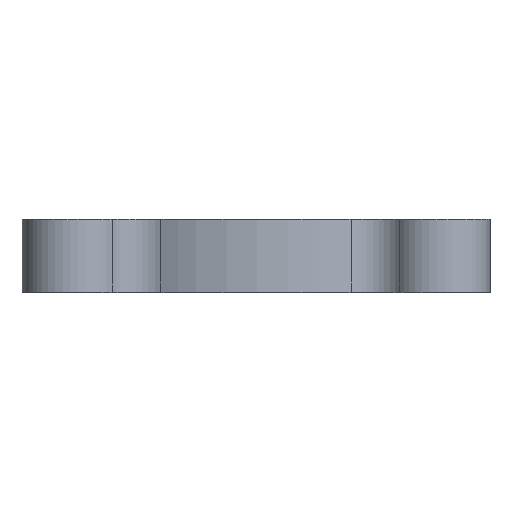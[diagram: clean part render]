
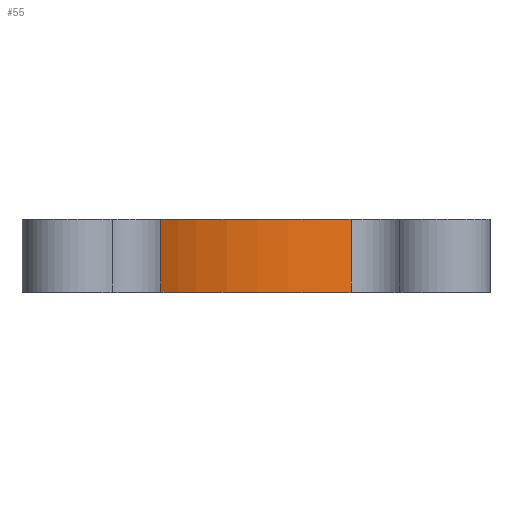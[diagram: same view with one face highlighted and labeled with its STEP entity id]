
A CAD part, top view. The second image highlights one B-rep face of the part: STEP entity #55.
In plain terms, the highlighted cylindrical face has radius 32.436 mm (diameter 64.872 mm), a partial arc.
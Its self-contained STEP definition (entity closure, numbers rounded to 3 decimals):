
#55=ADVANCED_FACE('',(#93),#639,.T.);
#93=FACE_OUTER_BOUND('',#143,.T.);
#143=EDGE_LOOP('',(#268,#269,#270,#271));
#268=ORIENTED_EDGE('',*,*,#409,.T.);
#269=ORIENTED_EDGE('',*,*,#410,.T.);
#270=ORIENTED_EDGE('',*,*,#411,.F.);
#271=ORIENTED_EDGE('',*,*,#407,.F.);
#407=EDGE_CURVE('',#592,#593,#468,.T.);
#409=EDGE_CURVE('',#592,#594,#512,.T.);
#410=EDGE_CURVE('',#594,#595,#469,.T.);
#411=EDGE_CURVE('',#593,#595,#513,.T.);
#468=B_SPLINE_CURVE_WITH_KNOTS('',1,(#1135,#1136),.UNSPECIFIED.,.F.,.F.,
(2,2),(0.,10.),.UNSPECIFIED.);
#469=B_SPLINE_CURVE_WITH_KNOTS('',1,(#1147,#1148),.UNSPECIFIED.,.F.,.F.,
(2,2),(0.,10.),.UNSPECIFIED.);
#512=(
BOUNDED_CURVE()
B_SPLINE_CURVE(2,(#1140,#1141,#1142,#1143,#1144,#1145,#1146),
 .UNSPECIFIED.,.F.,.F.)
B_SPLINE_CURVE_WITH_KNOTS((3,2,2,3),(190.923,204.797,205.049,
218.67),.UNSPECIFIED.)
CURVE()
GEOMETRIC_REPRESENTATION_ITEM()
RATIONAL_B_SPLINE_CURVE((1.,1.062,1.188,1.188,
1.188,1.063,1.))
REPRESENTATION_ITEM('')
);
#513=(
BOUNDED_CURVE()
B_SPLINE_CURVE(2,(#1149,#1150,#1151,#1152,#1153,#1154,#1155),
 .UNSPECIFIED.,.F.,.F.)
B_SPLINE_CURVE_WITH_KNOTS((3,2,2,3),(190.923,204.797,205.049,
218.67),.UNSPECIFIED.)
CURVE()
GEOMETRIC_REPRESENTATION_ITEM()
RATIONAL_B_SPLINE_CURVE((1.,1.062,1.188,1.188,
1.188,1.063,1.))
REPRESENTATION_ITEM('')
);
#592=VERTEX_POINT('',#902);
#593=VERTEX_POINT('',#903);
#594=VERTEX_POINT('',#904);
#595=VERTEX_POINT('',#905);
#639=CYLINDRICAL_SURFACE('',#763,32.436);
#763=AXIS2_PLACEMENT_3D('',#845,#804,$);
#804=DIRECTION('',(0.,-1.,0.));
#845=CARTESIAN_POINT('',(-331.993,-17.5,19.436));
#902=CARTESIAN_POINT('',(-317.652,-12.,48.529));
#903=CARTESIAN_POINT('',(-317.652,-23.,48.529));
#904=CARTESIAN_POINT('',(-346.334,-12.,48.529));
#905=CARTESIAN_POINT('',(-346.334,-23.,48.529));
#1135=CARTESIAN_POINT('',(-317.652,-12.,48.529));
#1136=CARTESIAN_POINT('',(-317.652,-23.,48.529));
#1140=CARTESIAN_POINT('',(-317.652,-12.,48.529));
#1141=CARTESIAN_POINT('',(-324.433,-12.,51.872));
#1142=CARTESIAN_POINT('',(-331.993,-12.,51.872));
#1143=CARTESIAN_POINT('',(-332.128,-12.,51.872));
#1144=CARTESIAN_POINT('',(-332.263,-12.,51.87));
#1145=CARTESIAN_POINT('',(-339.681,-12.,51.809));
#1146=CARTESIAN_POINT('',(-346.334,-12.,48.529));
#1147=CARTESIAN_POINT('',(-346.334,-12.,48.529));
#1148=CARTESIAN_POINT('',(-346.334,-23.,48.529));
#1149=CARTESIAN_POINT('',(-317.652,-23.,48.529));
#1150=CARTESIAN_POINT('',(-324.433,-23.,51.872));
#1151=CARTESIAN_POINT('',(-331.993,-23.,51.872));
#1152=CARTESIAN_POINT('',(-332.128,-23.,51.872));
#1153=CARTESIAN_POINT('',(-332.263,-23.,51.87));
#1154=CARTESIAN_POINT('',(-339.681,-23.,51.809));
#1155=CARTESIAN_POINT('',(-346.334,-23.,48.529));
